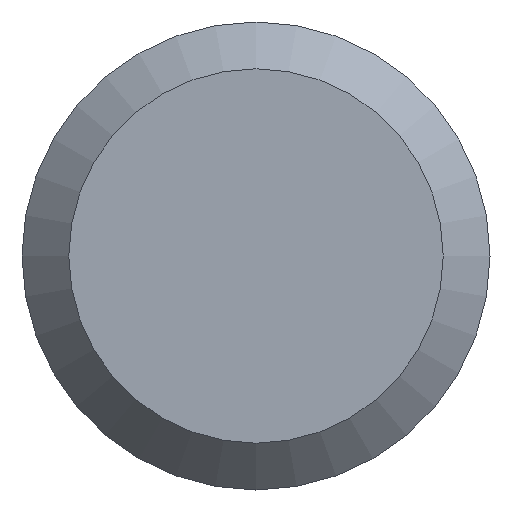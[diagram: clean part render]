
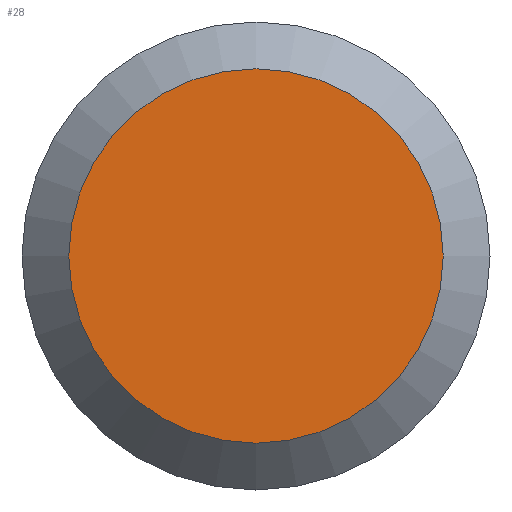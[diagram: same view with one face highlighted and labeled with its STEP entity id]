
A CAD part, left-side view. The second image highlights one B-rep face of the part: STEP entity #28.
In plain terms, the highlighted planar face has unit normal (-1, 0, 0).
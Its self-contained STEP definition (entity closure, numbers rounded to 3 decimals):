
#4 = CARTESIAN_POINT ( 'NONE',  ( 0., 3.15, 0. ) ) ;
#6 = DIRECTION ( 'NONE',  ( -1., 0., 0. ) ) ;
#16 = PLANE ( 'NONE',  #170 ) ;
#24 = EDGE_LOOP ( 'NONE', ( #195 ) ) ;
#28 = ADVANCED_FACE ( 'NONE', ( #82 ), #16, .F. ) ;
#51 = DIRECTION ( 'NONE',  ( 0., 0., -1. ) ) ;
#53 = AXIS2_PLACEMENT_3D ( 'NONE', #194, #6, #99 ) ;
#82 = FACE_OUTER_BOUND ( 'NONE', #24, .T. ) ;
#92 = CIRCLE ( 'NONE', #53, 2.52 ) ;
#99 = DIRECTION ( 'NONE',  ( 0., 0., -1. ) ) ;
#100 = EDGE_CURVE ( 'NONE', #171, #171, #92, .T. ) ;
#123 = DIRECTION ( 'NONE',  ( 1., 0., 0. ) ) ;
#170 = AXIS2_PLACEMENT_3D ( 'NONE', #4, #123, #51 ) ;
#171 = VERTEX_POINT ( 'NONE', #184 ) ;
#184 = CARTESIAN_POINT ( 'NONE',  ( 0., 0., -2.52 ) ) ;
#194 = CARTESIAN_POINT ( 'NONE',  ( 0., 0., 0. ) ) ;
#195 = ORIENTED_EDGE ( 'NONE', *, *, #100, .T. ) ;
